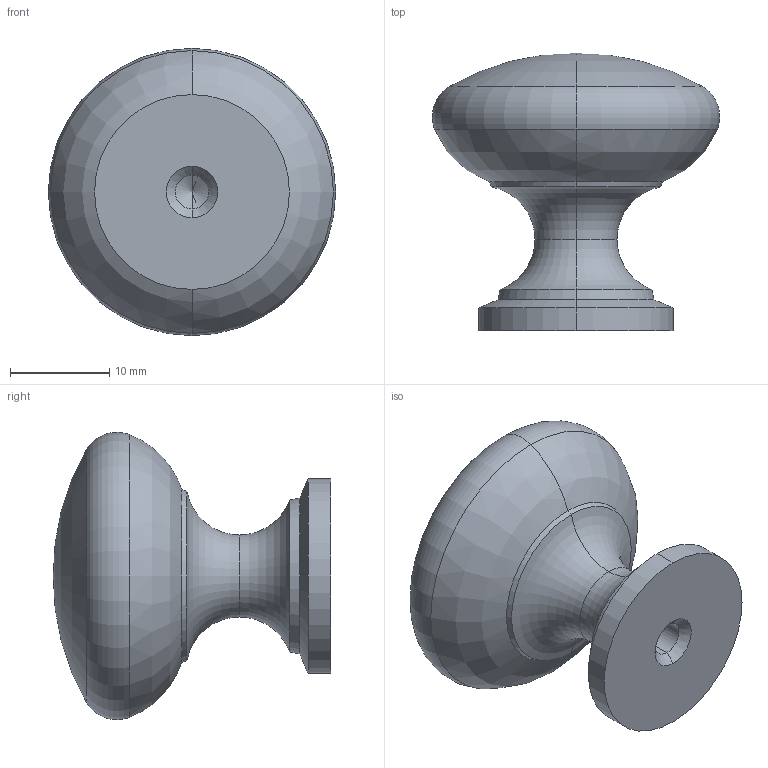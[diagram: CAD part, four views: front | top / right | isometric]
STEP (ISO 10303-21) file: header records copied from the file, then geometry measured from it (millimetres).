
FILE_DESCRIPTION (( 'STEP AP214' ), '1' );
FILE_NAME ('F002398,F002399,F002400,F002401,F002402,F002403,F002404_3D.step', '2022-07-07T08:07:30', ( '' ), ( '' ), 'SwSTEP 2.0', 'SolidWorks 2020', '' );
FILE_SCHEMA (( 'AUTOMOTIVE_DESIGN' ));
Length unit declared in the file: millimetre
Products named in the file (1): F002398,F002399,F002400,F002401,F002402,F002403,F002404_3D
Bounding box: 28.99 x 28 x 28.99 mm (x, y, z)
Volume: 8190.3 mm3; surface area: 2809.1 mm2
Topology: 1 solids, 1 shells, 25 faces, 52 edges, 26 vertices
Faces by surface type: torus 10, cone 10, cylinder 4, plane 1
Entity records: 666 total; most frequent: DIRECTION 134, CARTESIAN_POINT 100, ORIENTED_EDGE 96, AXIS2_PLACEMENT_3D 60, EDGE_CURVE 48, CIRCLE 34, EDGE_LOOP 26, VERTEX_POINT 26
